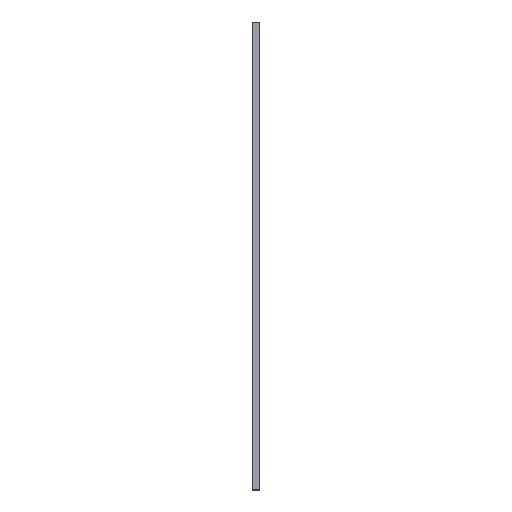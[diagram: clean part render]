
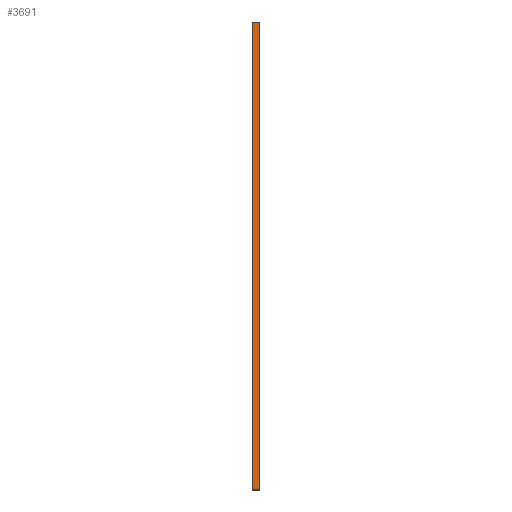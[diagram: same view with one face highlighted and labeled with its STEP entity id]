
A CAD part, left-side view. The second image highlights one B-rep face of the part: STEP entity #3691.
In plain terms, the highlighted planar face has unit normal (-1, 0, 0).
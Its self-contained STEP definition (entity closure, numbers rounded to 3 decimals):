
#188=PLANE('',#4021);
#262=FACE_OUTER_BOUND('',#518,.T.);
#518=EDGE_LOOP('',(#2788,#2789,#2790,#2791));
#801=LINE('',#5603,#1095);
#851=LINE('',#5911,#1145);
#852=LINE('',#5915,#1146);
#853=LINE('',#5916,#1147);
#1095=VECTOR('',#4444,10.);
#1145=VECTOR('',#4728,10.);
#1146=VECTOR('',#4733,10.);
#1147=VECTOR('',#4734,10.);
#1640=VERTEX_POINT('',#5600);
#1641=VERTEX_POINT('',#5602);
#1782=VERTEX_POINT('',#5910);
#1783=VERTEX_POINT('',#5914);
#2019=EDGE_CURVE('',#1640,#1641,#801,.T.);
#2174=EDGE_CURVE('',#1641,#1782,#851,.T.);
#2176=EDGE_CURVE('',#1783,#1640,#852,.T.);
#2177=EDGE_CURVE('',#1782,#1783,#853,.F.);
#2788=ORIENTED_EDGE('',*,*,#2174,.F.);
#2789=ORIENTED_EDGE('',*,*,#2019,.F.);
#2790=ORIENTED_EDGE('',*,*,#2176,.F.);
#2791=ORIENTED_EDGE('',*,*,#2177,.F.);
#3691=ADVANCED_FACE('',(#262),#188,.T.);
#4021=AXIS2_PLACEMENT_3D('',#5913,#4731,#4732);
#4444=DIRECTION('',(0.,0.,-1.));
#4728=DIRECTION('',(0.,1.,0.));
#4731=DIRECTION('center_axis',(-1.,0.,0.));
#4732=DIRECTION('ref_axis',(0.,0.,1.));
#4733=DIRECTION('',(0.,-1.,0.));
#4734=DIRECTION('',(0.,0.,-1.));
#5600=CARTESIAN_POINT('',(-294.,-4.,407.));
#5602=CARTESIAN_POINT('',(-294.,-4.,-246.));
#5603=CARTESIAN_POINT('',(-294.,-4.,407.));
#5910=CARTESIAN_POINT('',(-294.,6.,-246.));
#5911=CARTESIAN_POINT('',(-294.,0.,-246.));
#5913=CARTESIAN_POINT('Origin',(-294.,0.,-247.));
#5914=CARTESIAN_POINT('',(-294.,6.,407.));
#5915=CARTESIAN_POINT('',(-294.,0.,407.));
#5916=CARTESIAN_POINT('',(-294.,6.,-121.));
